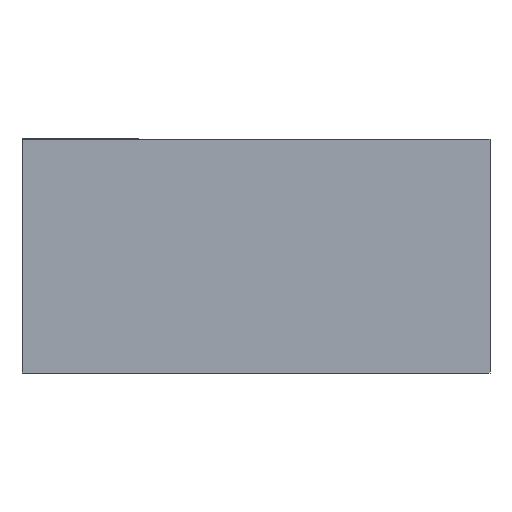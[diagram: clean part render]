
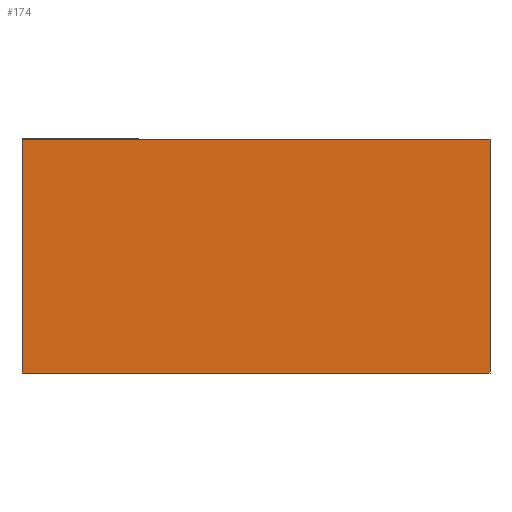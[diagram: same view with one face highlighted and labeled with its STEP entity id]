
A CAD part, front view. The second image highlights one B-rep face of the part: STEP entity #174.
In plain terms, the highlighted planar face has unit normal (0, -1, 0).
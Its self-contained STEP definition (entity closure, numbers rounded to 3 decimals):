
#34=CARTESIAN_POINT('',(-55.948,-12.4,1.057));
#35=VERTEX_POINT('',#34);
#50=CARTESIAN_POINT('',(-55.948,-12.4,-1.943));
#51=VERTEX_POINT('',#50);
#58=CARTESIAN_POINT('',(-55.948,-12.4,1.057));
#59=DIRECTION('',(-0.,-0.,-1.));
#60=VECTOR('',#59,3.);
#61=LINE('',#58,#60);
#62=EDGE_CURVE('',#35,#51,#61,.T.);
#81=CARTESIAN_POINT('',(-49.948,-12.4,-1.943));
#82=VERTEX_POINT('',#81);
#89=CARTESIAN_POINT('',(-55.948,-12.4,-1.943));
#90=DIRECTION('',(1.,-0.,-0.));
#91=VECTOR('',#90,6.);
#92=LINE('',#89,#91);
#93=EDGE_CURVE('',#51,#82,#92,.T.);
#112=CARTESIAN_POINT('',(-49.948,-12.4,1.057));
#113=VERTEX_POINT('',#112);
#120=CARTESIAN_POINT('',(-49.948,-12.4,-1.943));
#121=DIRECTION('',(0.,-0.,1.));
#122=VECTOR('',#121,3.);
#123=LINE('',#120,#122);
#124=EDGE_CURVE('',#82,#113,#123,.T.);
#142=CARTESIAN_POINT('',(-49.948,-12.4,1.057));
#143=DIRECTION('',(-1.,-0.,0.));
#144=VECTOR('',#143,6.);
#145=LINE('',#142,#144);
#146=EDGE_CURVE('',#113,#35,#145,.T.);
#163=CARTESIAN_POINT('',(-25.595,-12.4,-33.501));
#164=DIRECTION('',(0.,-1.,0.));
#165=DIRECTION('',(-0.,0.,-1.));
#166=AXIS2_PLACEMENT_3D('',#163,#164,#165);
#167=PLANE('',#166);
#168=ORIENTED_EDGE('',*,*,#62,.T.);
#169=ORIENTED_EDGE('',*,*,#93,.T.);
#170=ORIENTED_EDGE('',*,*,#124,.T.);
#171=ORIENTED_EDGE('',*,*,#146,.T.);
#172=EDGE_LOOP('',(#168,#169,#170,#171));
#173=FACE_BOUND('',#172,.T.);
#174=ADVANCED_FACE('',(#173),#167,.T.);
